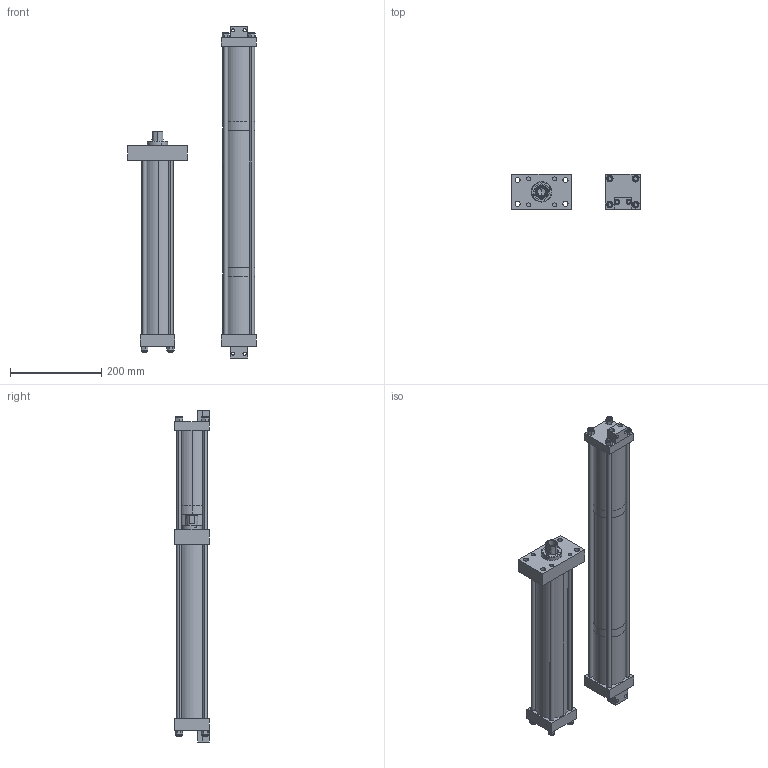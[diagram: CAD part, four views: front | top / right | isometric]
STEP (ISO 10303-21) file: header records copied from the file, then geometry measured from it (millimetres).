
FILE_DESCRIPTION (( 'STEP AP203' ), '1' );
FILE_NAME ('HPS-2-6.00-.25-FH.STEP', '2020-05-19T13:30:08', ( '' ), ( '' ), 'SwSTEP 2.0', 'SolidWorks 2018', '' );
FILE_SCHEMA (( 'CONFIG_CONTROL_DESIGN' ));
Length unit declared in the file: inch
Products named in the file (17): E0211_6.0; NLN .375; E0263_6.00-.25(26.595"); ES0205_6.0; E02BRK; F0262; E0101; E0260_6.0; E0264; ES0214_.25; E0213; F0103; G0210; E0204; E0259; HPS-2-6.00-.25-FH; E0261_.25
Assembly tree (30 placements, depth 2):
  HPS-2-6.00-.25-FH
    E0204
    F0103
    E0101
    G0210
    E0213
    E0264
    NLN .375  x8
    E0259
    F0262
    E02BRK  x2
    ES0214_.25
    E0261_.25
    ES0205_6.0
    E0260_6.0  x4
    E0211_6.0
    E0263_6.00-.25(26.595")  x4
Bounding box: 280.97 x 76.2 x 726.21 mm (x, y, z)
Volume: 2010742.7 mm3; surface area: 757450.9 mm2
Topology: 30 solids, 30 shells, 502 faces, 1146 edges, 749 vertices
Faces by surface type: cylinder 260, plane 200, cone 40, torus 2
Entity records: 13448 total; most frequent: CARTESIAN_POINT 2896, DIRECTION 1893, ORIENTED_EDGE 1588, EDGE_CURVE 794, AXIS2_PLACEMENT_3D 782, VERTEX_POINT 517, EDGE_LOOP 461, CIRCLE 407
